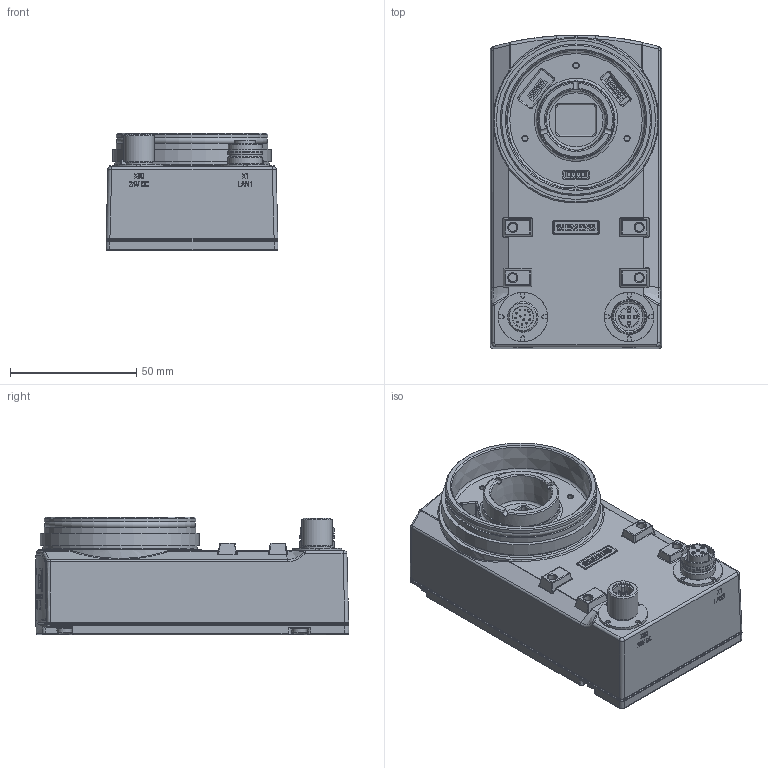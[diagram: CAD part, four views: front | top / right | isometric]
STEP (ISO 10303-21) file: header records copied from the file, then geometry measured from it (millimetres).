
FILE_DESCRIPTION (( 'STEP AP214' ), '1' );
FILE_NAME ('6GF35400GE10_001_STEP.STEP', '2017-09-27T13:11:14', ( '' ), ( '' ), 'SwSTEP 2.0', 'SolidWorks 2014', '' );
FILE_SCHEMA (( 'AUTOMOTIVE_DESIGN' ));
Length unit declared in the file: millimetre
Products named in the file (3): Body; Beschriftung; 6GF35400GE10_001_STEP
Assembly tree (2 placements, depth 2):
  6GF35400GE10_001_STEP
    Body
    Beschriftung
Bounding box: 68.05 x 124.02 x 46.46 mm (x, y, z)
Volume: 282783.6 mm3; surface area: 41879.3 mm2
Topology: 1 solids, 71 shells, 1239 faces, 3731 edges, 2665 vertices
Faces by surface type: plane 659, cylinder 351, bspline 100, torus 69, cone 42, sphere 18
Full cylindrical faces by diameter (mm): 0.63 x12, 1.1 x5, 2.05 x3, 3.3 x12, 8.4 x1, 9.5 x1, 10.6 x1, 11 x1, 12 x1, 12.25 x1, 12.35 x1, 13 x1, 13.4 x1, 13.75 x2, 19.5 x2, 30 x1, 60 x2, 61 x1, 63 x1
Entity records: 54279 total; most frequent: CARTESIAN_POINT 12740, ORIENTED_EDGE 6277, DIRECTION 6026, EDGE_CURVE 3554, VERTEX_POINT 2621, AXIS2_PLACEMENT_3D 2035, VECTOR 1956, LINE 1956
